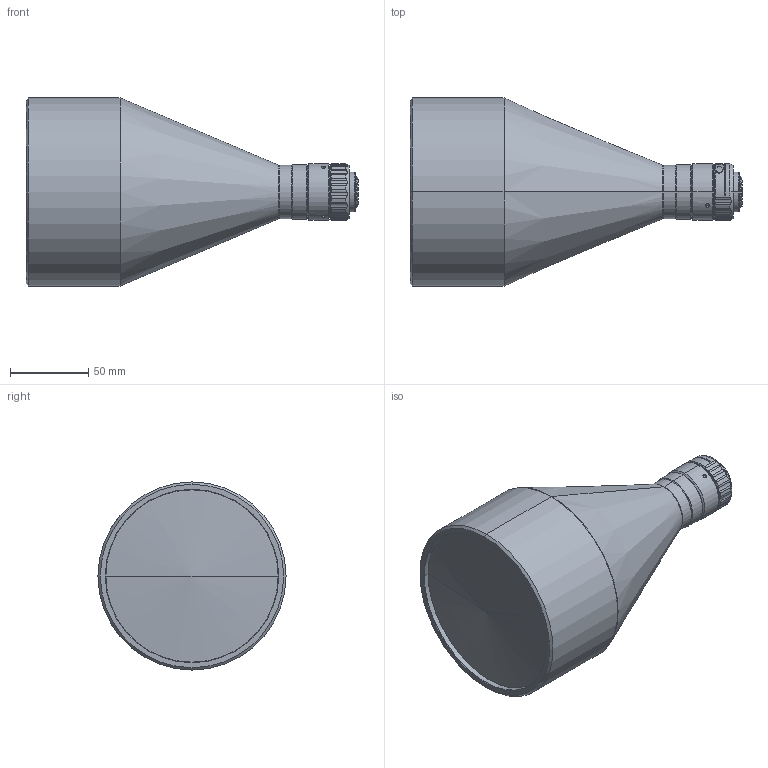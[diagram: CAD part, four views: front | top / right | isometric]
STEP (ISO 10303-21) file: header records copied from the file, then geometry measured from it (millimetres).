
FILE_DESCRIPTION (( 'STEP AP203' ), '1' );
FILE_NAME ('DTCM120-90-AL.STEP', '2019-11-13T06:37:31', ( 'Windows 蚚誧' ), ( '' ), 'SwSTEP 2.0', 'SolidWorks 2017', '' );
FILE_SCHEMA (( 'CONFIG_CONTROL_DESIGN' ));
Length unit declared in the file: millimetre
Products named in the file (1): DTCM120-90-AL
Bounding box: 211.9 x 120 x 120 mm (x, y, z)
Volume: 1222336.2 mm3; surface area: 68707.4 mm2
Topology: 1 solids, 1 shells, 126 faces, 316 edges, 196 vertices
Faces by surface type: cylinder 66, cone 37, plane 19, bspline 4
Entity records: 4343 total; most frequent: CARTESIAN_POINT 1358, ORIENTED_EDGE 620, DIRECTION 594, EDGE_CURVE 310, AXIS2_PLACEMENT_3D 240, VERTEX_POINT 196, EDGE_LOOP 138, FACE_OUTER_BOUND 126
